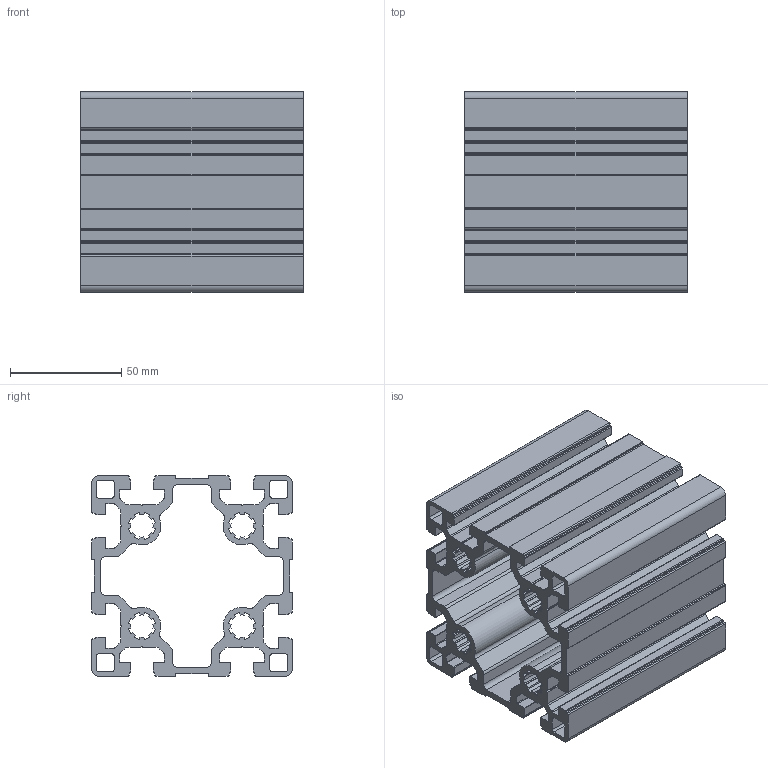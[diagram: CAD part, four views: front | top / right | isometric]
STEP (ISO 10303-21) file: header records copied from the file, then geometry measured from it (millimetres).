
FILE_DESCRIPTION (( 'STEP AP214' ), '1' );
FILE_NAME ('084.105.014.STEP', '2020-07-23T08:02:19', ( '' ), ( '' ), 'SwSTEP 2.0', 'SolidWorks 2018', '' );
FILE_SCHEMA (( 'AUTOMOTIVE_DESIGN' ));
Length unit declared in the file: millimetre
Products named in the file (1): 084.105.014
Bounding box: 100 x 90 x 90 mm (x, y, z)
Volume: 240596.4 mm3; surface area: 134213.2 mm2
Topology: 1 solids, 1 shells, 612 faces, 1830 edges, 1220 vertices
Faces by surface type: cylinder 354, plane 258
Entity records: 20932 total; most frequent: DIRECTION 3764, CARTESIAN_POINT 3663, ORIENTED_EDGE 3660, EDGE_CURVE 1830, AXIS2_PLACEMENT_3D 1321, VERTEX_POINT 1220, VECTOR 1122, LINE 1122
